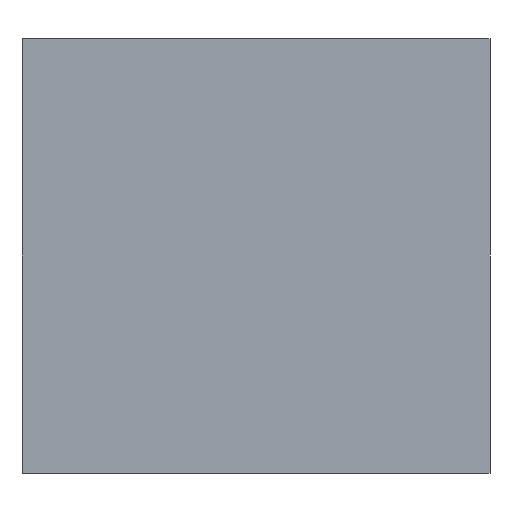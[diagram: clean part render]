
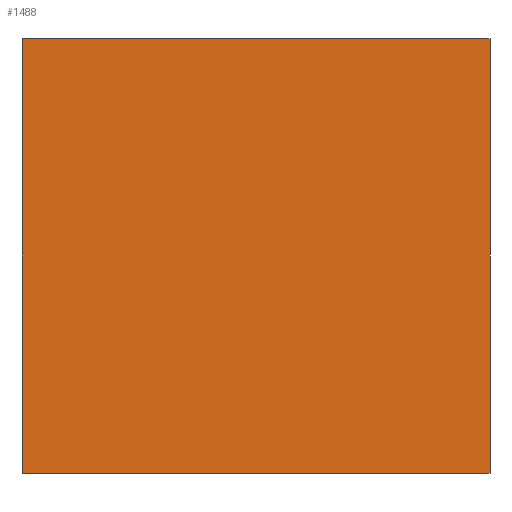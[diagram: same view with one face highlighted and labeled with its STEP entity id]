
A CAD part, left-side view. The second image highlights one B-rep face of the part: STEP entity #1488.
In plain terms, the highlighted planar face has unit normal (-1, 0, 0).
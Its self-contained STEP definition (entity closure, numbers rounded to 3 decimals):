
#25 = CARTESIAN_POINT ( 'NONE',  ( 0., 0., -19.3 ) ) ;
#183 = VECTOR ( 'NONE', #3132, 1000. ) ;
#234 = CARTESIAN_POINT ( 'NONE',  ( 0., 41.6, -19.3 ) ) ;
#270 = DIRECTION ( 'NONE',  ( 0., -1., 0. ) ) ;
#339 = VERTEX_POINT ( 'NONE', #234 ) ;
#616 = AXIS2_PLACEMENT_3D ( 'NONE', #3162, #2610, #1125 ) ;
#723 = ORIENTED_EDGE ( 'NONE', *, *, #2731, .T. ) ;
#908 = ORIENTED_EDGE ( 'NONE', *, *, #1919, .F. ) ;
#1086 = VECTOR ( 'NONE', #270, 1000. ) ;
#1125 = DIRECTION ( 'NONE',  ( 0., 0., 1. ) ) ;
#1319 = LINE ( 'NONE', #2569, #2493 ) ;
#1429 = LINE ( 'NONE', #1699, #2599 ) ;
#1488 = ADVANCED_FACE ( 'NONE', ( #2108 ), #2589, .T. ) ;
#1613 = CARTESIAN_POINT ( 'NONE',  ( 0., 0., -19.3 ) ) ;
#1699 = CARTESIAN_POINT ( 'NONE',  ( 0., 41.6, -19.3 ) ) ;
#1784 = VERTEX_POINT ( 'NONE', #2681 ) ;
#1919 = EDGE_CURVE ( 'NONE', #339, #1970, #1429, .T. ) ;
#1966 = CARTESIAN_POINT ( 'NONE',  ( 0., 41.6, 19.3 ) ) ;
#1970 = VERTEX_POINT ( 'NONE', #1966 ) ;
#1986 = EDGE_LOOP ( 'NONE', ( #723, #2977, #908, #2310 ) ) ;
#2108 = FACE_OUTER_BOUND ( 'NONE', #1986, .T. ) ;
#2295 = EDGE_CURVE ( 'NONE', #1970, #1784, #1319, .T. ) ;
#2310 = ORIENTED_EDGE ( 'NONE', *, *, #2933, .T. ) ;
#2323 = LINE ( 'NONE', #25, #183 ) ;
#2493 = VECTOR ( 'NONE', #3136, 1000. ) ;
#2569 = CARTESIAN_POINT ( 'NONE',  ( 0., 0., 19.3 ) ) ;
#2576 = LINE ( 'NONE', #1613, #1086 ) ;
#2589 = PLANE ( 'NONE',  #616 ) ;
#2599 = VECTOR ( 'NONE', #2959, 1000. ) ;
#2610 = DIRECTION ( 'NONE',  ( -1., 0., 0. ) ) ;
#2681 = CARTESIAN_POINT ( 'NONE',  ( 0., 0., 19.3 ) ) ;
#2731 = EDGE_CURVE ( 'NONE', #3079, #1784, #2323, .T. ) ;
#2933 = EDGE_CURVE ( 'NONE', #339, #3079, #2576, .T. ) ;
#2959 = DIRECTION ( 'NONE',  ( 0., 0., 1. ) ) ;
#2977 = ORIENTED_EDGE ( 'NONE', *, *, #2295, .F. ) ;
#3079 = VERTEX_POINT ( 'NONE', #3140 ) ;
#3132 = DIRECTION ( 'NONE',  ( 0., 0., 1. ) ) ;
#3136 = DIRECTION ( 'NONE',  ( 0., -1., 0. ) ) ;
#3140 = CARTESIAN_POINT ( 'NONE',  ( 0., 0., -19.3 ) ) ;
#3162 = CARTESIAN_POINT ( 'NONE',  ( 0., 0., -19.3 ) ) ;
